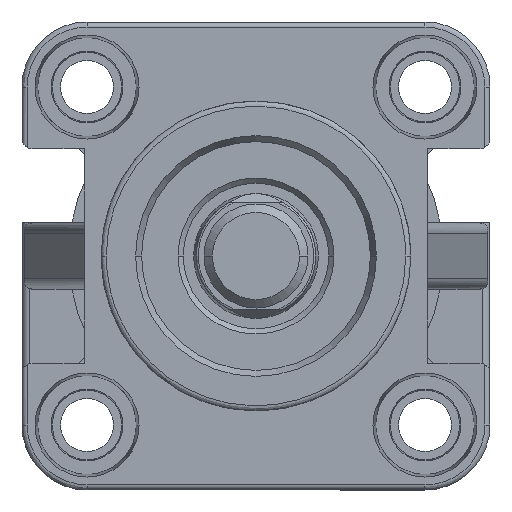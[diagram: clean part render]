
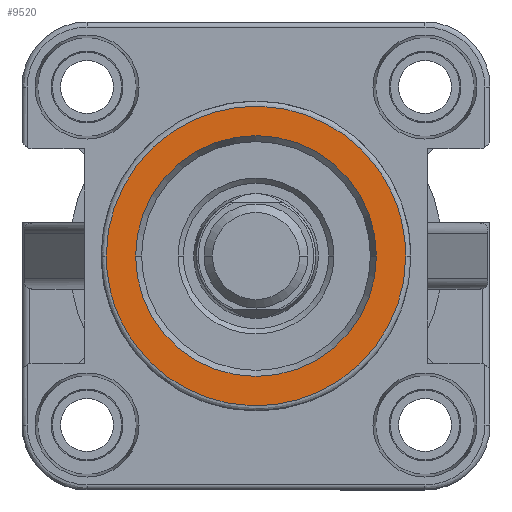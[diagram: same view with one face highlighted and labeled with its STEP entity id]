
A CAD part, left-side view. The second image highlights one B-rep face of the part: STEP entity #9520.
In plain terms, the highlighted planar face has unit normal (-1, 0, 0).
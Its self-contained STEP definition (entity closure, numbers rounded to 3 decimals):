
#758 = DIRECTION ( 'NONE',  ( 1., 0., 0. ) ) ;
#976 = EDGE_CURVE ( 'NONE', #16768, #7424, #6449, .T. ) ;
#1183 =( BOUNDED_CURVE ( )  B_SPLINE_CURVE ( 3, ( #17399, #8051, #3904, #2620 ),
 .UNSPECIFIED., .F., .T. ) 
 B_SPLINE_CURVE_WITH_KNOTS ( ( 4, 4 ),
 ( 0., 1. ),
 .UNSPECIFIED. ) 
 CURVE ( )  GEOMETRIC_REPRESENTATION_ITEM ( )  RATIONAL_B_SPLINE_CURVE ( ( 1., 0.333, 0.333, 1. ) ) 
 REPRESENTATION_ITEM ( '' )  );
#1253 = DIRECTION ( 'NONE',  ( -1., 0., 0. ) ) ;
#1514 = CARTESIAN_POINT ( 'NONE',  ( 0., 0., -14.4 ) ) ;
#1807 = CARTESIAN_POINT ( 'NONE',  ( 0., 0., 11.577 ) ) ;
#2185 = CARTESIAN_POINT ( 'NONE',  ( 0., 0., -14.4 ) ) ;
#2620 = CARTESIAN_POINT ( 'NONE',  ( 0., 0., 14.4 ) ) ;
#3053 = CARTESIAN_POINT ( 'NONE',  ( 0., 0., -11.577 ) ) ;
#3161 = DIRECTION ( 'NONE',  ( -1., 0., 0. ) ) ;
#3285 = EDGE_CURVE ( 'NONE', #6358, #13196, #9123, .T. ) ;
#3904 = CARTESIAN_POINT ( 'NONE',  ( 0., 28.8, 14.4 ) ) ;
#4051 = CARTESIAN_POINT ( 'NONE',  ( 0., -28.8, 14.4 ) ) ;
#5526 = FACE_BOUND ( 'NONE', #14614, .T. ) ;
#5644 = ORIENTED_EDGE ( 'NONE', *, *, #3285, .F. ) ;
#6358 = VERTEX_POINT ( 'NONE', #9841 ) ;
#6449 = CIRCLE ( 'NONE', #12512, 11.577 ) ;
#7424 = VERTEX_POINT ( 'NONE', #3053 ) ;
#8051 = CARTESIAN_POINT ( 'NONE',  ( 0., 28.8, -14.4 ) ) ;
#8642 = ORIENTED_EDGE ( 'NONE', *, *, #15267, .F. ) ;
#9123 =( BOUNDED_CURVE ( )  B_SPLINE_CURVE ( 3, ( #9613, #4051, #16452, #1514 ),
 .UNSPECIFIED., .F., .T. ) 
 B_SPLINE_CURVE_WITH_KNOTS ( ( 4, 4 ),
 ( 0., 1. ),
 .UNSPECIFIED. ) 
 CURVE ( )  GEOMETRIC_REPRESENTATION_ITEM ( )  RATIONAL_B_SPLINE_CURVE ( ( 1., 0.333, 0.333, 1. ) ) 
 REPRESENTATION_ITEM ( '' )  );
#9520 = ADVANCED_FACE ( 'NONE', ( #5526, #15330 ), #15371, .F. ) ;
#9613 = CARTESIAN_POINT ( 'NONE',  ( 0., 0., 14.4 ) ) ;
#9841 = CARTESIAN_POINT ( 'NONE',  ( 0., 0., 14.4 ) ) ;
#10186 = AXIS2_PLACEMENT_3D ( 'NONE', #16668, #3161, #11264 ) ;
#11264 = DIRECTION ( 'NONE',  ( 0., 0., 1. ) ) ;
#11508 = CARTESIAN_POINT ( 'NONE',  ( 0., 11., 0. ) ) ;
#11590 = ORIENTED_EDGE ( 'NONE', *, *, #976, .F. ) ;
#12102 = CARTESIAN_POINT ( 'NONE',  ( 0., 0., 0. ) ) ;
#12512 = AXIS2_PLACEMENT_3D ( 'NONE', #12102, #1253, #14714 ) ;
#12793 = EDGE_CURVE ( 'NONE', #13196, #6358, #1183, .T. ) ;
#13092 = CIRCLE ( 'NONE', #10186, 11.577 ) ;
#13105 = EDGE_LOOP ( 'NONE', ( #14287, #5644 ) ) ;
#13196 = VERTEX_POINT ( 'NONE', #2185 ) ;
#13843 = AXIS2_PLACEMENT_3D ( 'NONE', #11508, #758, #15650 ) ;
#14287 = ORIENTED_EDGE ( 'NONE', *, *, #12793, .F. ) ;
#14614 = EDGE_LOOP ( 'NONE', ( #11590, #8642 ) ) ;
#14714 = DIRECTION ( 'NONE',  ( 0., 0., 1. ) ) ;
#15267 = EDGE_CURVE ( 'NONE', #7424, #16768, #13092, .T. ) ;
#15330 = FACE_OUTER_BOUND ( 'NONE', #13105, .T. ) ;
#15371 = PLANE ( 'NONE',  #13843 ) ;
#15650 = DIRECTION ( 'NONE',  ( 0., 0., -1. ) ) ;
#16452 = CARTESIAN_POINT ( 'NONE',  ( 0., -28.8, -14.4 ) ) ;
#16668 = CARTESIAN_POINT ( 'NONE',  ( 0., 0., 0. ) ) ;
#16768 = VERTEX_POINT ( 'NONE', #1807 ) ;
#17399 = CARTESIAN_POINT ( 'NONE',  ( 0., 0., -14.4 ) ) ;
